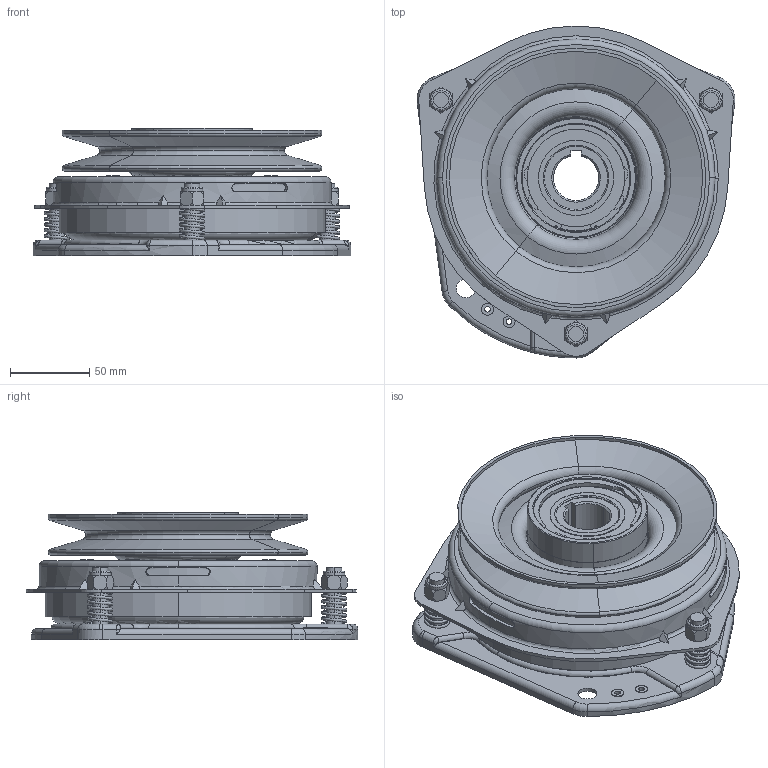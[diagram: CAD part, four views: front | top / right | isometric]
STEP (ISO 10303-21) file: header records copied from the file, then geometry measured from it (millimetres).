
FILE_DESCRIPTION (( 'STEP AP203' ), '1' );
FILE_NAME ('53572500_GT3.5-VP01D_電磁クラッチブレーキ.STEP', '2015-11-19T06:21:58', ( '' ), ( '' ), 'SwSTEP 2.0', 'SolidWorks 2014', '' );
FILE_SCHEMA (( 'CONFIG_CONTROL_DESIGN' ));
Length unit declared in the file: millimetre
Products named in the file (1): 53572500_GT3.5-VP01D_電磁クラッチブレーキ
Bounding box: 200.79 x 209.6 x 80.7 mm (x, y, z)
Volume: 1120755.4 mm3; surface area: 287405.9 mm2
Topology: 1 solids, 18 shells, 1066 faces, 2615 edges, 1660 vertices
Faces by surface type: cylinder 444, plane 346, torus 130, cone 92, sphere 36, bspline 18
Entity records: 37760 total; most frequent: CARTESIAN_POINT 11734, DIRECTION 5886, ORIENTED_EDGE 5222, EDGE_CURVE 2611, AXIS2_PLACEMENT_3D 2451, VERTEX_POINT 1658, CIRCLE 1402, EDGE_LOOP 1233
